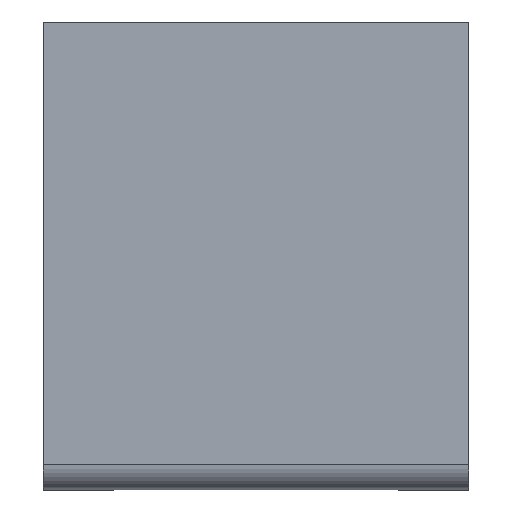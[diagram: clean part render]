
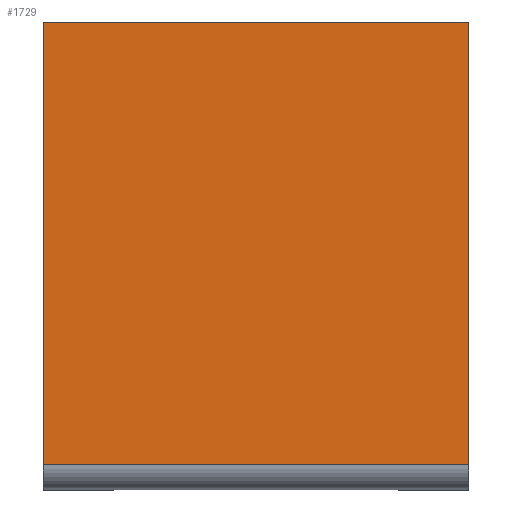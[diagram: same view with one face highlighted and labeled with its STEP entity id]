
A CAD part, left-side view. The second image highlights one B-rep face of the part: STEP entity #1729.
In plain terms, the highlighted planar face has unit normal (-1, 0, 0).
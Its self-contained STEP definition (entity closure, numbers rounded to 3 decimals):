
#1405 = EDGE_CURVE('',#1406,#1408,#1410,.T.);
#1406 = VERTEX_POINT('',#1407);
#1407 = CARTESIAN_POINT('',(-3.,2.5,5.5));
#1408 = VERTEX_POINT('',#1409);
#1409 = CARTESIAN_POINT('',(-3.,-2.5,5.5));
#1410 = LINE('',#1411,#1412);
#1411 = CARTESIAN_POINT('',(-3.,2.5,5.5));
#1412 = VECTOR('',#1413,1.);
#1413 = DIRECTION('',(0.,-1.,0.));
#1436 = EDGE_CURVE('',#1437,#1406,#1439,.T.);
#1437 = VERTEX_POINT('',#1438);
#1438 = CARTESIAN_POINT('',(-3.,2.5,0.3));
#1439 = LINE('',#1440,#1441);
#1440 = CARTESIAN_POINT('',(-3.,2.5,0.3));
#1441 = VECTOR('',#1442,1.);
#1442 = DIRECTION('',(0.,0.,1.));
#1494 = EDGE_CURVE('',#1495,#1408,#1497,.T.);
#1495 = VERTEX_POINT('',#1496);
#1496 = CARTESIAN_POINT('',(-3.,-2.5,0.3));
#1497 = LINE('',#1498,#1499);
#1498 = CARTESIAN_POINT('',(-3.,-2.5,0.3));
#1499 = VECTOR('',#1500,1.);
#1500 = DIRECTION('',(0.,0.,1.));
#1729 = ADVANCED_FACE('',(#1730),#1741,.T.);
#1730 = FACE_BOUND('',#1731,.T.);
#1731 = EDGE_LOOP('',(#1732,#1738,#1739,#1740));
#1732 = ORIENTED_EDGE('',*,*,#1733,.T.);
#1733 = EDGE_CURVE('',#1437,#1495,#1734,.T.);
#1734 = LINE('',#1735,#1736);
#1735 = CARTESIAN_POINT('',(-3.,2.5,0.3));
#1736 = VECTOR('',#1737,1.);
#1737 = DIRECTION('',(0.,-1.,0.));
#1738 = ORIENTED_EDGE('',*,*,#1494,.T.);
#1739 = ORIENTED_EDGE('',*,*,#1405,.F.);
#1740 = ORIENTED_EDGE('',*,*,#1436,.F.);
#1741 = PLANE('',#1742);
#1742 = AXIS2_PLACEMENT_3D('',#1743,#1744,#1745);
#1743 = CARTESIAN_POINT('',(-3.,2.5,0.3));
#1744 = DIRECTION('',(-1.,0.,0.));
#1745 = DIRECTION('',(0.,0.,1.));
